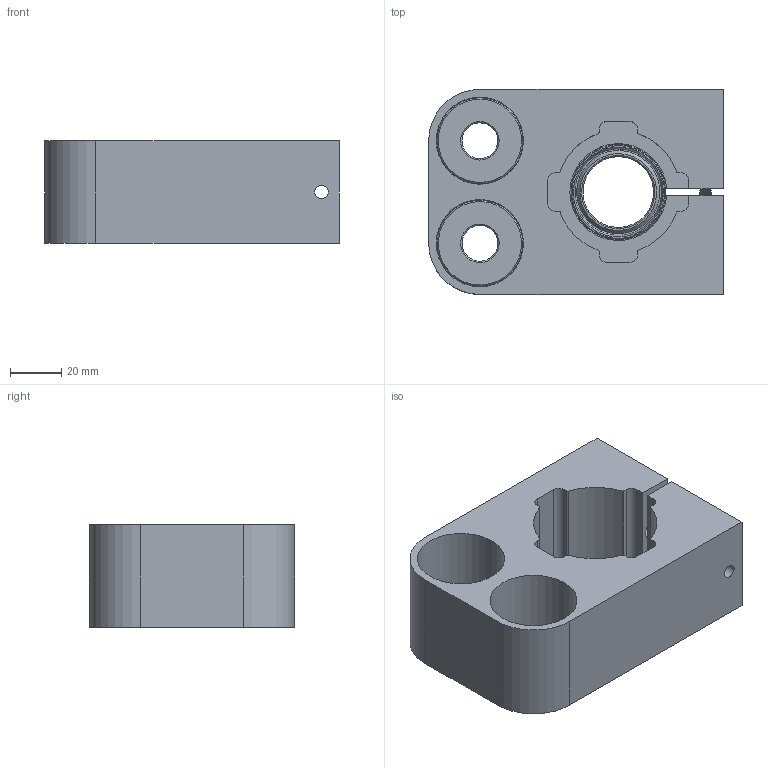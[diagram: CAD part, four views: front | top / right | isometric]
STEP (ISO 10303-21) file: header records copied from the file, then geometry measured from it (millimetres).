
FILE_DESCRIPTION (( 'STEP AP214' ), '1' );
FILE_NAME ('0186-0473_220816_MF01-PR01-84x80-37-2.STEP', '2022-08-16T13:23:00', ( '' ), ( '' ), 'SwSTEP 2.0', 'SolidWorks 2022', '' );
FILE_SCHEMA (( 'AUTOMOTIVE_DESIGN' ));
Length unit declared in the file: millimetre
Products named in the file (5): 0180-0790_MF01-AR-84_MF01-AR-84; 0186-0473_220816_MF01-PR01-84x80-37-2; 0180-0791_MF01k-PR01-84x80-37-2; 0180-2523_PAW01-28_PAW01-28; 0230-0094_zyl.-schr._i-6kt_M5x35_8.8_v-b
Assembly tree (6 placements, depth 2):
  0186-0473_220816_MF01-PR01-84x80-37-2
    0180-0791_MF01k-PR01-84x80-37-2
    0180-0790_MF01-AR-84_MF01-AR-84  x2
    0180-2523_PAW01-28_PAW01-28
    0230-0094_zyl.-schr._i-6kt_M5x35_8.8_v-b  x2
Bounding box: 115 x 80 x 40 mm (x, y, z)
Volume: 219987.5 mm3; surface area: 59069.2 mm2
Topology: 6 solids, 6 shells, 399 faces, 851 edges, 473 vertices
Faces by surface type: cone 192, cylinder 131, plane 67, torus 9
Full cylindrical faces by diameter (mm): 4.2 x2, 5 x84, 5.3 x1, 5.8 x2, 8.5 x2, 10 x4, 14 x4, 28.8 x1, 33.5 x2, 34 x2, 36.4 x2, 36.48 x1
Entity records: 6008 total; most frequent: DIRECTION 1116, CARTESIAN_POINT 916, ORIENTED_EDGE 718, AXIS2_PLACEMENT_3D 501, EDGE_LOOP 444, EDGE_CURVE 359, FACE_OUTER_BOUND 316, VERTEX_POINT 301
